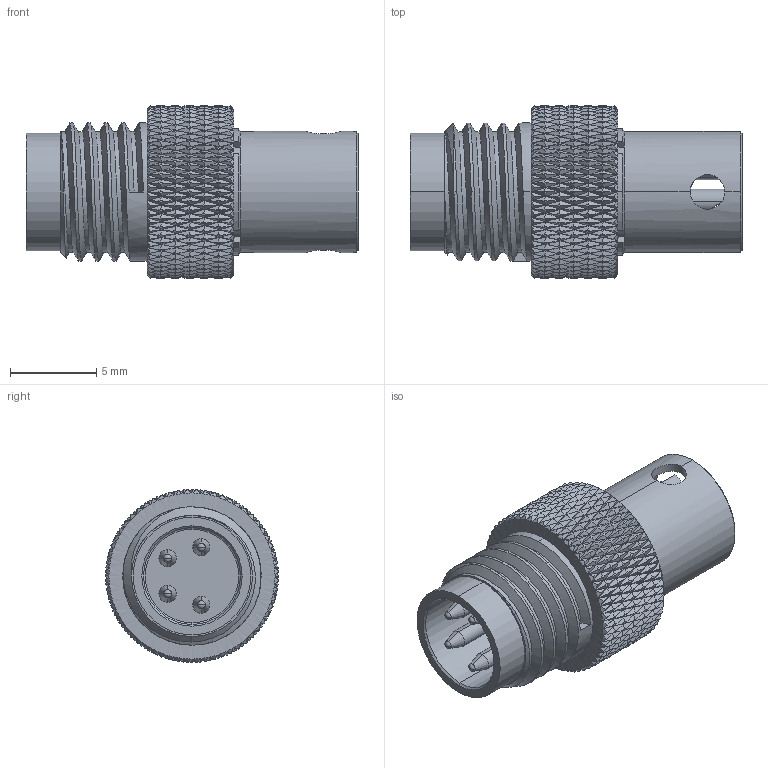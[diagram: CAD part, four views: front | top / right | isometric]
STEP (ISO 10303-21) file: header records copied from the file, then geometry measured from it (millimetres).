
FILE_DESCRIPTION (( 'STEP AP203' ), '1' );
FILE_NAME ('50-00680_A.STEP', '2022-05-10T18:08:29', ( '' ), ( '' ), 'SwSTEP 2.0', 'SolidWorks 2021', '' );
FILE_SCHEMA (( 'CONFIG_CONTROL_DESIGN' ));
Length unit declared in the file: millimetre
Products named in the file (5): 50-00680_A; 50-00680-04___; 50-00680-02___; 50-00680-01___; 50-00680-03___
Assembly tree (7 placements, depth 2):
  50-00680_A
    50-00680-01___
    50-00680-02___
    50-00680-03___  x4
    50-00680-04___
Bounding box: 19.2 x 10 x 10 mm (x, y, z)
Volume: 696.9 mm3; surface area: 2063.1 mm2
Topology: 7 solids, 7 shells, 2127 faces, 4216 edges, 2116 vertices
Faces by surface type: bspline 1443, cylinder 417, cone 169, plane 64, torus 26, sphere 8
Entity records: 96720 total; most frequent: CARTESIAN_POINT 67032, ORIENTED_EDGE 7996, EDGE_CURVE 3998, B_SPLINE_CURVE_WITH_KNOTS 3526, EDGE_LOOP 2050, ADVANCED_FACE 2025, FACE_OUTER_BOUND 2025, VERTEX_POINT 1990
